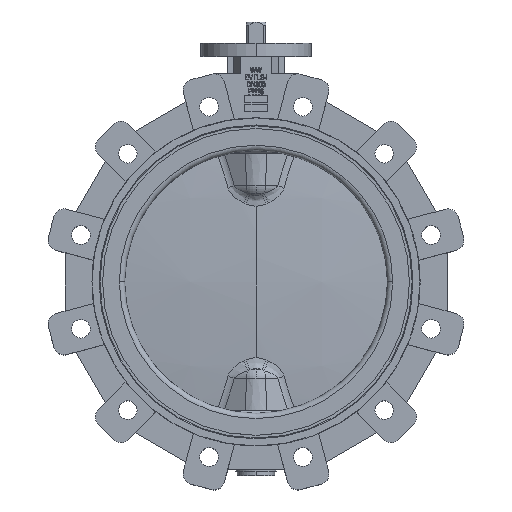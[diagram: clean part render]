
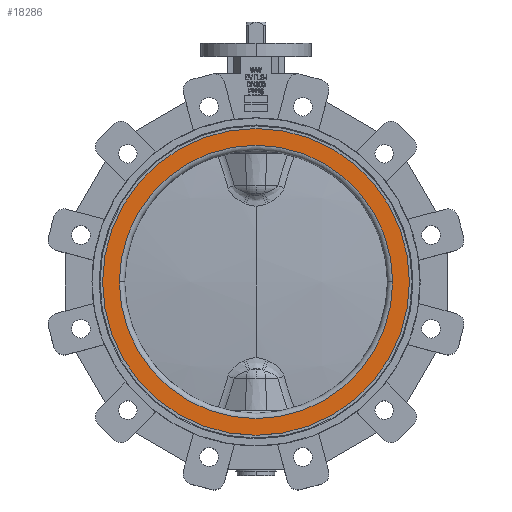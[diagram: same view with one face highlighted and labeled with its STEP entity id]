
A CAD part, top view. The second image highlights one B-rep face of the part: STEP entity #18286.
In plain terms, the highlighted planar face has unit normal (0, 0, 1).
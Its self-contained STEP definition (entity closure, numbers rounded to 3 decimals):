
#55 = CIRCLE ( 'NONE', #16657, 173.5 ) ;
#387 = EDGE_CURVE ( 'NONE', #15927, #6741, #13809, .T. ) ;
#584 = DIRECTION ( 'NONE',  ( 0., 0., 1. ) ) ;
#657 = PLANE ( 'NONE',  #20214 ) ;
#814 = ORIENTED_EDGE ( 'NONE', *, *, #22785, .T. ) ;
#1192 = ORIENTED_EDGE ( 'NONE', *, *, #18168, .F. ) ;
#1260 = CIRCLE ( 'NONE', #20416, 173.5 ) ;
#1609 = CARTESIAN_POINT ( 'NONE',  ( -154.55, 0., 40. ) ) ;
#1678 = FACE_BOUND ( 'NONE', #16526, .T. ) ;
#2235 = AXIS2_PLACEMENT_3D ( 'NONE', #11117, #5575, #11192 ) ;
#2430 = CARTESIAN_POINT ( 'NONE',  ( 0., 154.55, 40. ) ) ;
#2649 = VERTEX_POINT ( 'NONE', #6020 ) ;
#3349 = CARTESIAN_POINT ( 'NONE',  ( 0., 0., 40. ) ) ;
#4023 = CARTESIAN_POINT ( 'NONE',  ( 0., 0., 40. ) ) ;
#5084 = CARTESIAN_POINT ( 'NONE',  ( 173.5, 0., 40. ) ) ;
#5575 = DIRECTION ( 'NONE',  ( 0., 0., 1. ) ) ;
#6020 = CARTESIAN_POINT ( 'NONE',  ( -173.5, 0., 40. ) ) ;
#6741 = VERTEX_POINT ( 'NONE', #13731 ) ;
#10921 = DIRECTION ( 'NONE',  ( 1., 0., 0. ) ) ;
#11117 = CARTESIAN_POINT ( 'NONE',  ( 0., 0., 40. ) ) ;
#11192 = DIRECTION ( 'NONE',  ( 1., 0., 0. ) ) ;
#11458 = DIRECTION ( 'NONE',  ( 0., 0., -1. ) ) ;
#11813 = FACE_OUTER_BOUND ( 'NONE', #11821, .T. ) ;
#11821 = EDGE_LOOP ( 'NONE', ( #21071, #814 ) ) ;
#12138 = VERTEX_POINT ( 'NONE', #5084 ) ;
#12665 = AXIS2_PLACEMENT_3D ( 'NONE', #4023, #584, #10921 ) ;
#13731 = CARTESIAN_POINT ( 'NONE',  ( 154.55, 0., 40. ) ) ;
#13809 = CIRCLE ( 'NONE', #2235, 154.55 ) ;
#14522 = EDGE_CURVE ( 'NONE', #12138, #2649, #55, .T. ) ;
#15927 = VERTEX_POINT ( 'NONE', #1609 ) ;
#16526 = EDGE_LOOP ( 'NONE', ( #1192, #19960 ) ) ;
#16657 = AXIS2_PLACEMENT_3D ( 'NONE', #18199, #18425, #18512 ) ;
#18100 = DIRECTION ( 'NONE',  ( 0., 0., 1. ) ) ;
#18168 = EDGE_CURVE ( 'NONE', #6741, #15927, #20377, .T. ) ;
#18199 = CARTESIAN_POINT ( 'NONE',  ( 0., 0., 40. ) ) ;
#18286 = ADVANCED_FACE ( 'NONE', ( #1678, #11813 ), #657, .F. ) ;
#18425 = DIRECTION ( 'NONE',  ( 0., 0., 1. ) ) ;
#18512 = DIRECTION ( 'NONE',  ( 1., 0., 0. ) ) ;
#19960 = ORIENTED_EDGE ( 'NONE', *, *, #387, .F. ) ;
#20214 = AXIS2_PLACEMENT_3D ( 'NONE', #2430, #11458, #21939 ) ;
#20377 = CIRCLE ( 'NONE', #12665, 154.55 ) ;
#20416 = AXIS2_PLACEMENT_3D ( 'NONE', #3349, #18100, #22254 ) ;
#21071 = ORIENTED_EDGE ( 'NONE', *, *, #14522, .T. ) ;
#21939 = DIRECTION ( 'NONE',  ( -1., 0., 0. ) ) ;
#22254 = DIRECTION ( 'NONE',  ( 1., 0., 0. ) ) ;
#22785 = EDGE_CURVE ( 'NONE', #2649, #12138, #1260, .T. ) ;
